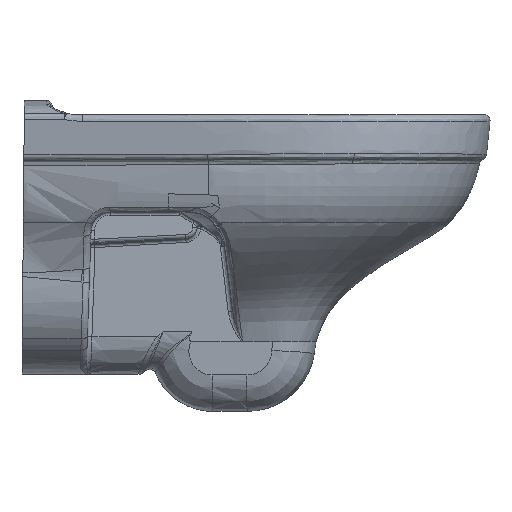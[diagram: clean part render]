
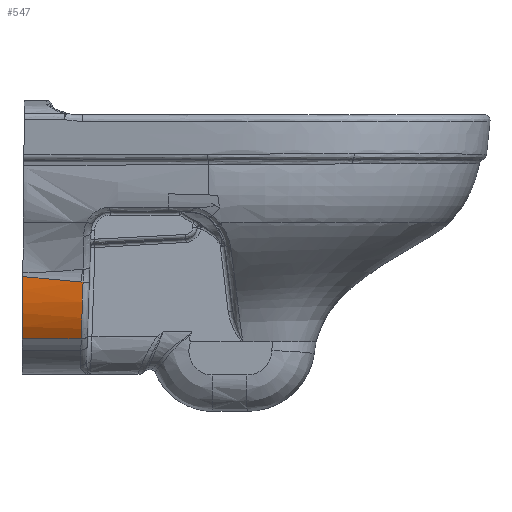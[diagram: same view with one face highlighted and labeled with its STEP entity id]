
A CAD part, left-side view. The second image highlights one B-rep face of the part: STEP entity #547.
In plain terms, the highlighted free-form (B-spline) face has degree [1, 3] with [2, 9] control points.
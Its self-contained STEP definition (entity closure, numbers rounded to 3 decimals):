
#336=LINE('',#48807,#354);
#354=VECTOR('',#4316,1.);
#547=ADVANCED_FACE('',(#845),#656,.T.);
#656=B_SPLINE_SURFACE_WITH_KNOTS('',1,3,((#48819,#48820,#48821,#48822,#48823,
#48824,#48825,#48826,#48827),(#48828,#48829,#48830,#48831,#48832,#48833,
#48834,#48835,#48836)),.UNSPECIFIED.,.F.,.F.,.F.,(2,2),(4,1,1,2,1,4),(0.,
1.),(0.,0.253,0.394,0.694,0.994,
1.),.UNSPECIFIED.);
#845=FACE_OUTER_BOUND('',#1086,.T.);
#1086=EDGE_LOOP('',(#2140,#2141,#2142,#2143,#2144));
#2140=ORIENTED_EDGE('',*,*,#3407,.F.);
#2141=ORIENTED_EDGE('',*,*,#3408,.F.);
#2142=ORIENTED_EDGE('',*,*,#3401,.F.);
#2143=ORIENTED_EDGE('',*,*,#3405,.F.);
#2144=ORIENTED_EDGE('',*,*,#2860,.F.);
#2445=VERTEX_POINT('',#4407);
#2446=VERTEX_POINT('',#4433);
#2809=VERTEX_POINT('',#48744);
#2810=VERTEX_POINT('',#48745);
#2813=VERTEX_POINT('',#48808);
#2860=EDGE_CURVE('',#2445,#2446,#3508,.T.);
#3401=EDGE_CURVE('',#2809,#2810,#3959,.T.);
#3405=EDGE_CURVE('',#2446,#2809,#3962,.T.);
#3407=EDGE_CURVE('',#2813,#2445,#336,.T.);
#3408=EDGE_CURVE('',#2810,#2813,#3964,.T.);
#3508=B_SPLINE_CURVE_WITH_KNOTS('',3,(#4408,#4409,#4410,#4411,#4412,#4413,
#4414,#4415,#4416,#4417,#4418,#4419,#4420,#4421,#4422,#4423,#4424,#4425,
#4426,#4427,#4428,#4429,#4430,#4431,#4432),.UNSPECIFIED.,.F.,.F.,(4,2,2,
1,1,2,2,1,1,1,2,2,1,1,2,4),(0.,0.5,0.531,0.562,
0.625,0.75,0.758,0.766,
0.781,0.812,0.875,0.883,
0.891,0.906,0.937,1.),.UNSPECIFIED.);
#3959=B_SPLINE_CURVE_WITH_KNOTS('',3,(#48740,#48741,#48742,#48743),
 .UNSPECIFIED.,.F.,.F.,(4,4),(0.,1.),.UNSPECIFIED.);
#3962=B_SPLINE_CURVE_WITH_KNOTS('',3,(#48769,#48770,#48771,#48772,#48773,
#48774),.UNSPECIFIED.,.F.,.F.,(4,2,4),(0.,0.5,1.),.UNSPECIFIED.);
#3964=B_SPLINE_CURVE_WITH_KNOTS('',3,(#48809,#48810,#48811,#48812,#48813,
#48814,#48815,#48816,#48817,#48818),.UNSPECIFIED.,.F.,.F.,(4,2,2,2,4),(0.,
0.25,0.5,0.75,1.),.UNSPECIFIED.);
#4316=DIRECTION('',(0.,1.,0.));
#4407=CARTESIAN_POINT('',(-82.478,4.324,-253.595));
#4408=CARTESIAN_POINT('',(-82.478,4.324,-253.595));
#4409=CARTESIAN_POINT('',(-89.675,4.238,-243.749));
#4410=CARTESIAN_POINT('',(-94.892,4.141,-232.616));
#4411=CARTESIAN_POINT('',(-98.331,4.026,-219.422));
#4412=CARTESIAN_POINT('',(-98.503,4.02,-218.732));
#4413=CARTESIAN_POINT('',(-98.856,4.007,-217.254));
#4414=CARTESIAN_POINT('',(-99.363,3.987,-215.027));
#4415=CARTESIAN_POINT('',(-100.398,3.941,-209.754));
#4416=CARTESIAN_POINT('',(-101.028,3.901,-205.102));
#4417=CARTESIAN_POINT('',(-101.354,3.871,-201.745));
#4418=CARTESIAN_POINT('',(-101.366,3.87,-201.611));
#4419=CARTESIAN_POINT('',(-101.397,3.867,-201.275));
#4420=CARTESIAN_POINT('',(-101.443,3.863,-200.766));
#4421=CARTESIAN_POINT('',(-101.546,3.852,-199.538));
#4422=CARTESIAN_POINT('',(-101.735,3.829,-196.931));
#4423=CARTESIAN_POINT('',(-101.867,3.807,-194.434));
#4424=CARTESIAN_POINT('',(-101.952,3.79,-192.431));
#4425=CARTESIAN_POINT('',(-101.959,3.789,-192.266));
#4426=CARTESIAN_POINT('',(-101.975,3.785,-191.878));
#4427=CARTESIAN_POINT('',(-101.998,3.78,-191.296));
#4428=CARTESIAN_POINT('',(-102.051,3.768,-189.939));
#4429=CARTESIAN_POINT('',(-102.092,3.758,-188.776));
#4430=CARTESIAN_POINT('',(-102.168,3.738,-186.449));
#4431=CARTESIAN_POINT('',(-102.219,3.724,-184.898));
#4432=CARTESIAN_POINT('',(-102.272,3.711,-183.347));
#4433=CARTESIAN_POINT('',(-102.272,3.711,-183.347));
#48740=CARTESIAN_POINT('',(-102.062,-62.245,-189.523));
#48741=CARTESIAN_POINT('',(-102.061,-62.868,-189.565));
#48742=CARTESIAN_POINT('',(-102.059,-63.491,-189.607));
#48743=CARTESIAN_POINT('',(-102.058,-64.114,-189.649));
#48744=CARTESIAN_POINT('',(-102.062,-62.245,-189.523));
#48745=CARTESIAN_POINT('',(-102.058,-64.114,-189.649));
#48769=CARTESIAN_POINT('',(-102.272,3.711,-183.347));
#48770=CARTESIAN_POINT('',(-102.212,-7.195,-185.117));
#48771=CARTESIAN_POINT('',(-102.178,-18.2,-186.124));
#48772=CARTESIAN_POINT('',(-102.114,-40.208,-188.012));
#48773=CARTESIAN_POINT('',(-102.088,-51.226,-188.778));
#48774=CARTESIAN_POINT('',(-102.062,-62.245,-189.523));
#48807=CARTESIAN_POINT('',(-82.478,-0.026,-253.595));
#48808=CARTESIAN_POINT('',(-82.478,-62.019,-253.595));
#48809=CARTESIAN_POINT('',(-102.058,-64.114,-189.649));
#48810=CARTESIAN_POINT('',(-101.857,-63.918,-195.314));
#48811=CARTESIAN_POINT('',(-101.555,-63.731,-200.969));
#48812=CARTESIAN_POINT('',(-100.041,-63.363,-212.182));
#48813=CARTESIAN_POINT('',(-98.885,-63.18,-217.769));
#48814=CARTESIAN_POINT('',(-95.715,-62.826,-228.632));
#48815=CARTESIAN_POINT('',(-93.688,-62.653,-233.957));
#48816=CARTESIAN_POINT('',(-88.742,-62.324,-244.153));
#48817=CARTESIAN_POINT('',(-85.835,-62.168,-249.003));
#48818=CARTESIAN_POINT('',(-82.478,-62.019,-253.595));
#48819=CARTESIAN_POINT('',(-102.945,-86.39,-163.377));
#48820=CARTESIAN_POINT('',(-102.677,-86.112,-171.333));
#48821=CARTESIAN_POINT('',(-102.258,-85.678,-183.756));
#48822=CARTESIAN_POINT('',(-101.52,-84.915,-205.619));
#48823=CARTESIAN_POINT('',(-98.793,-84.437,-219.308));
#48824=CARTESIAN_POINT('',(-92.602,-83.816,-237.133));
#48825=CARTESIAN_POINT('',(-88.262,-83.519,-245.633));
#48826=CARTESIAN_POINT('',(-82.595,-83.248,-253.435));
#48827=CARTESIAN_POINT('',(-82.478,-83.242,-253.596));
#48828=CARTESIAN_POINT('',(-102.945,18.274,-163.377));
#48829=CARTESIAN_POINT('',(-102.677,18.552,-171.333));
#48830=CARTESIAN_POINT('',(-102.258,18.985,-183.756));
#48831=CARTESIAN_POINT('',(-101.52,19.749,-205.619));
#48832=CARTESIAN_POINT('',(-98.793,20.226,-219.308));
#48833=CARTESIAN_POINT('',(-92.602,20.848,-237.133));
#48834=CARTESIAN_POINT('',(-88.262,21.144,-245.633));
#48835=CARTESIAN_POINT('',(-82.595,21.416,-253.435));
#48836=CARTESIAN_POINT('',(-82.478,21.421,-253.596));
